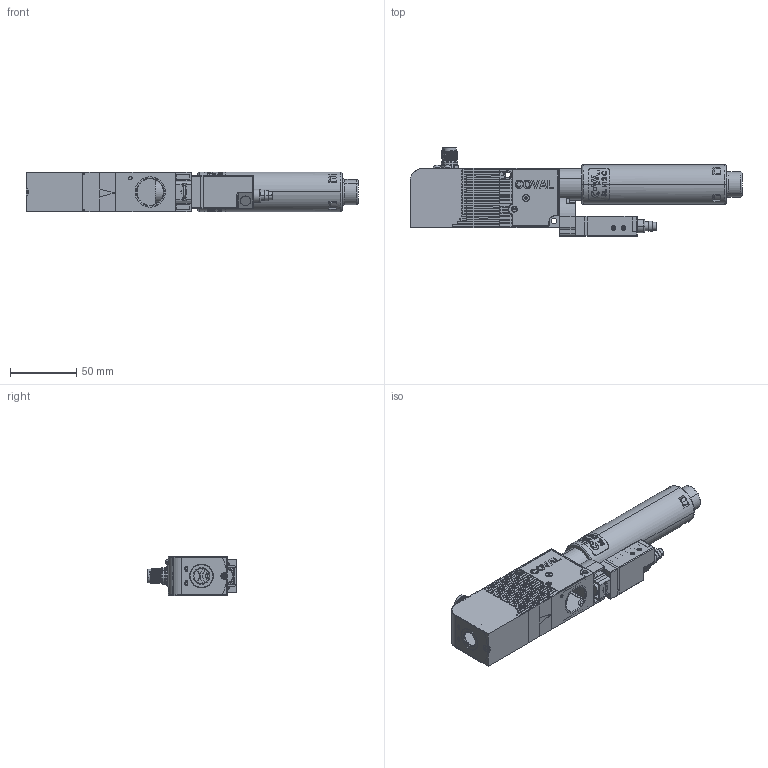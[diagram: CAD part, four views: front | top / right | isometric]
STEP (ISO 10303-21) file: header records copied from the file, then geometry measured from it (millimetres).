
FILE_DESCRIPTION(('STEP AP214'),'1');
FILE_NAME('COVAL_GEM90X25SVB.stp','2017-12-27T15:55:24',('TraceParts'),('TraceParts S.A.'),'Spatial InterOp 3D',' ',' ');
FILE_SCHEMA(('automotive_design'));
Length unit declared in the file: millimetre
Products named in the file (6): COVAL_GEM90X25SVB_1; COVAL_GEM90X25SVB_2; COVAL_GEM90X25SVB_3; COVAL_GEM90X25SVB_4; COVAL_GEM90X25SVB_5; COVAL_GEM90X25SVB_6
Bounding box: 250.9 x 66.65 x 30 mm (x, y, z)
Volume: 70838.5 mm3; surface area: 95533.4 mm2
Topology: 55 solids, 56 shells, 3121 faces, 8145 edges, 5232 vertices
Faces by surface type: plane 1568, cylinder 784, cone 312, torus 192, bspline 176, sphere 89
Entity records: 156842 total; most frequent: CARTESIAN_POINT 55514, ORIENTED_EDGE 16266, DIRECTION 15326, EDGE_CURVE 8133, AXIS2_PLACEMENT_3D 5330, VERTEX_POINT 5232, LINE 4666, VECTOR 4666
